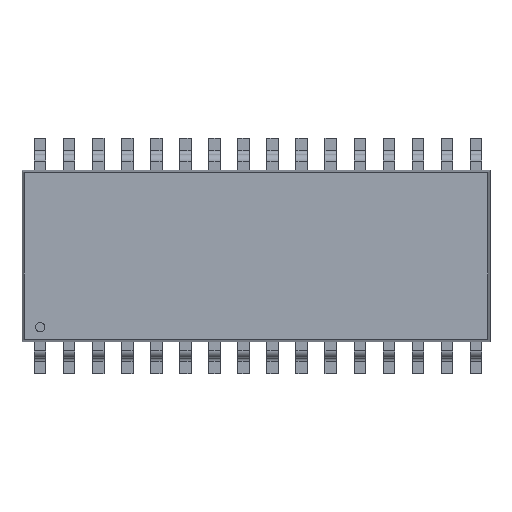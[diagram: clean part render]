
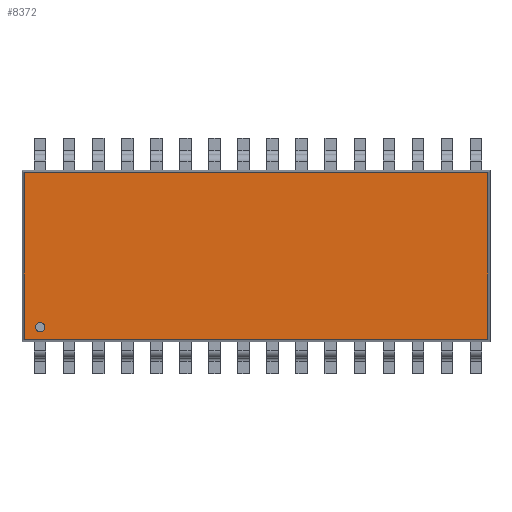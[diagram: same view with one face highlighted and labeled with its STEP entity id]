
A CAD part, top view. The second image highlights one B-rep face of the part: STEP entity #8372.
In plain terms, the highlighted planar face has unit normal (0, 0, 1).
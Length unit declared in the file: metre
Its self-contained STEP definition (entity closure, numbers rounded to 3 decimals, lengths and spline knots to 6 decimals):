
#471=CIRCLE('',#9504,0.0002);
#2793=ORIENTED_EDGE('',*,*,#4001,.T.);
#2794=ORIENTED_EDGE('',*,*,#4002,.T.);
#2795=ORIENTED_EDGE('',*,*,#4003,.T.);
#2796=ORIENTED_EDGE('',*,*,#4004,.T.);
#2797=ORIENTED_EDGE('',*,*,#4005,.T.);
#4001=EDGE_CURVE('',#4795,#4795,#471,.F.);
#4002=EDGE_CURVE('',#4796,#4797,#5713,.T.);
#4003=EDGE_CURVE('',#4797,#4798,#5714,.T.);
#4004=EDGE_CURVE('',#4798,#4799,#5715,.T.);
#4005=EDGE_CURVE('',#4799,#4796,#5716,.T.);
#4795=VERTEX_POINT('',#14378);
#4796=VERTEX_POINT('',#14380);
#4797=VERTEX_POINT('',#14381);
#4798=VERTEX_POINT('',#14383);
#4799=VERTEX_POINT('',#14385);
#5713=LINE('',#14379,#6637);
#5714=LINE('',#14382,#6638);
#5715=LINE('',#14384,#6639);
#5716=LINE('',#14386,#6640);
#6637=VECTOR('',#11911,1.);
#6638=VECTOR('',#11912,1.);
#6639=VECTOR('',#11913,1.);
#6640=VECTOR('',#11914,1.);
#7105=EDGE_LOOP('',(#2793));
#7106=EDGE_LOOP('',(#2794,#2795,#2796,#2797));
#7571=FACE_BOUND('',#7105,.T.);
#7572=FACE_BOUND('',#7106,.T.);
#7909=PLANE('',#9503);
#8372=ADVANCED_FACE('',(#7571,#7572),#7909,.T.);
#9503=AXIS2_PLACEMENT_3D('',#14376,#11907,#11908);
#9504=AXIS2_PLACEMENT_3D('',#14377,#11909,#11910);
#11907=DIRECTION('',(0.,0.,1.));
#11908=DIRECTION('',(1.,0.,0.));
#11909=DIRECTION('',(0.,0.,1.));
#11910=DIRECTION('',(1.,0.,0.));
#11911=DIRECTION('',(0.,1.,0.));
#11912=DIRECTION('',(-1.,0.,0.));
#11913=DIRECTION('',(0.,-1.,0.));
#11914=DIRECTION('',(1.,0.,0.));
#14376=CARTESIAN_POINT('',(0.,0.,0.00265));
#14377=CARTESIAN_POINT('',(-0.009435,-0.003115,0.00265));
#14378=CARTESIAN_POINT('',(-0.009235,-0.003115,0.00265));
#14379=CARTESIAN_POINT('',(0.01013,0.,0.00265));
#14380=CARTESIAN_POINT('',(0.01013,-0.00365,0.00265));
#14381=CARTESIAN_POINT('',(0.01013,0.00365,0.00265));
#14382=CARTESIAN_POINT('',(0.,0.00365,0.00265));
#14383=CARTESIAN_POINT('',(-0.01013,0.00365,0.00265));
#14384=CARTESIAN_POINT('',(-0.01013,-0.00375,0.00265));
#14385=CARTESIAN_POINT('',(-0.01013,-0.00365,0.00265));
#14386=CARTESIAN_POINT('',(0.01023,-0.00365,0.00265));
